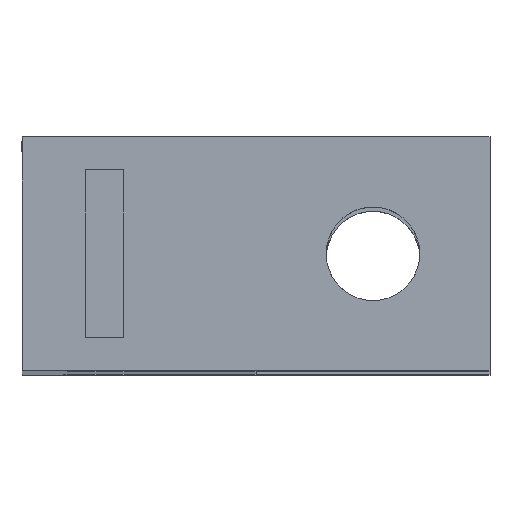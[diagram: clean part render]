
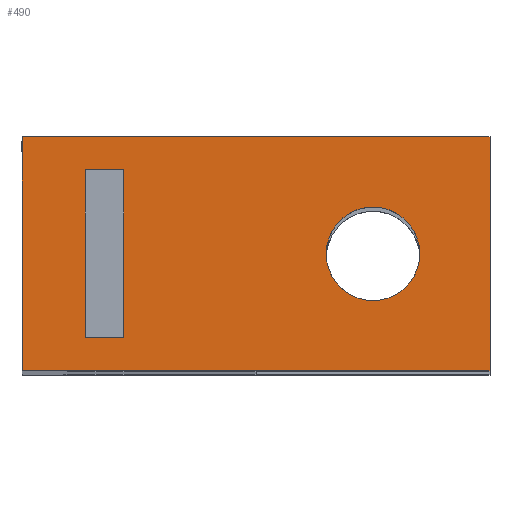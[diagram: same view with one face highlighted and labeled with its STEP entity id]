
A CAD part, top view. The second image highlights one B-rep face of the part: STEP entity #490.
In plain terms, the highlighted planar face has unit normal (0, 0, 1).
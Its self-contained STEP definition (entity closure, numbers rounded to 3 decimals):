
#3 = EDGE_LOOP ( 'NONE', ( #1653, #944, #1621, #1012 ) ) ;
#30 = CIRCLE ( 'NONE', #92, 1.7 ) ;
#44 = CARTESIAN_POINT ( 'NONE',  ( 17., 8.5, 4. ) ) ;
#85 = CARTESIAN_POINT ( 'NONE',  ( 0., 8.5, 4. ) ) ;
#92 = AXIS2_PLACEMENT_3D ( 'NONE', #1625, #537, #710 ) ;
#112 = VECTOR ( 'NONE', #1267, 1000. ) ;
#117 = DIRECTION ( 'NONE',  ( 1., 0., 0. ) ) ;
#121 = VERTEX_POINT ( 'NONE', #2013 ) ;
#137 = DIRECTION ( 'NONE',  ( 1., 0., 0. ) ) ;
#191 = VECTOR ( 'NONE', #524, 1000. ) ;
#206 = LINE ( 'NONE', #44, #112 ) ;
#214 = LINE ( 'NONE', #347, #923 ) ;
#215 = DIRECTION ( 'NONE',  ( 0., -1., 0. ) ) ;
#234 = CARTESIAN_POINT ( 'NONE',  ( 2.3, 7.3, 4. ) ) ;
#267 = LINE ( 'NONE', #1518, #1927 ) ;
#309 = AXIS2_PLACEMENT_3D ( 'NONE', #1321, #397, #1947 ) ;
#347 = CARTESIAN_POINT ( 'NONE',  ( 0., 0., 4. ) ) ;
#361 = ORIENTED_EDGE ( 'NONE', *, *, #937, .T. ) ;
#362 = ORIENTED_EDGE ( 'NONE', *, *, #1287, .T. ) ;
#369 = CIRCLE ( 'NONE', #309, 1.7 ) ;
#378 = CARTESIAN_POINT ( 'NONE',  ( 0., 8.5, 4. ) ) ;
#397 = DIRECTION ( 'NONE',  ( 0., 0., 1. ) ) ;
#469 = VECTOR ( 'NONE', #137, 1000. ) ;
#490 = ADVANCED_FACE ( 'NONE', ( #843, #1323, #990 ), #1133, .F. ) ;
#495 = VECTOR ( 'NONE', #215, 1000. ) ;
#498 = VECTOR ( 'NONE', #1417, 1000. ) ;
#519 = DIRECTION ( 'NONE',  ( 0., 0., -1. ) ) ;
#524 = DIRECTION ( 'NONE',  ( 0., 1., 0. ) ) ;
#537 = DIRECTION ( 'NONE',  ( 0., 0., 1. ) ) ;
#582 = CARTESIAN_POINT ( 'NONE',  ( 0., 0., 4. ) ) ;
#593 = CARTESIAN_POINT ( 'NONE',  ( 17., 0., 4. ) ) ;
#655 = EDGE_CURVE ( 'NONE', #685, #1604, #267, .T. ) ;
#673 = VERTEX_POINT ( 'NONE', #582 ) ;
#685 = VERTEX_POINT ( 'NONE', #1408 ) ;
#710 = DIRECTION ( 'NONE',  ( 1., 0., 0. ) ) ;
#717 = EDGE_LOOP ( 'NONE', ( #361, #1030, #726, #362 ) ) ;
#726 = ORIENTED_EDGE ( 'NONE', *, *, #1176, .F. ) ;
#757 = VERTEX_POINT ( 'NONE', #1427 ) ;
#843 = FACE_OUTER_BOUND ( 'NONE', #717, .T. ) ;
#859 = VECTOR ( 'NONE', #1867, 1000. ) ;
#860 = VERTEX_POINT ( 'NONE', #234 ) ;
#923 = VECTOR ( 'NONE', #1926, 1000. ) ;
#937 = EDGE_CURVE ( 'NONE', #673, #1168, #214, .T. ) ;
#939 = LINE ( 'NONE', #1597, #498 ) ;
#944 = ORIENTED_EDGE ( 'NONE', *, *, #1739, .F. ) ;
#990 = FACE_BOUND ( 'NONE', #3, .T. ) ;
#1005 = LINE ( 'NONE', #1343, #191 ) ;
#1012 = ORIENTED_EDGE ( 'NONE', *, *, #655, .F. ) ;
#1029 = VERTEX_POINT ( 'NONE', #1047 ) ;
#1030 = ORIENTED_EDGE ( 'NONE', *, *, #1271, .F. ) ;
#1047 = CARTESIAN_POINT ( 'NONE',  ( 11.05, 4.25, 4. ) ) ;
#1072 = CARTESIAN_POINT ( 'NONE',  ( 3.7, 1.2, 4. ) ) ;
#1103 = AXIS2_PLACEMENT_3D ( 'NONE', #378, #519, #1779 ) ;
#1121 = CARTESIAN_POINT ( 'NONE',  ( 17., 8.5, 4. ) ) ;
#1133 = PLANE ( 'NONE',  #1103 ) ;
#1168 = VERTEX_POINT ( 'NONE', #593 ) ;
#1176 = EDGE_CURVE ( 'NONE', #1512, #1371, #2026, .T. ) ;
#1209 = ORIENTED_EDGE ( 'NONE', *, *, #1442, .F. ) ;
#1267 = DIRECTION ( 'NONE',  ( 0., -1., 0. ) ) ;
#1271 = EDGE_CURVE ( 'NONE', #1371, #1168, #206, .T. ) ;
#1275 = LINE ( 'NONE', #1447, #495 ) ;
#1287 = EDGE_CURVE ( 'NONE', #1512, #673, #1275, .T. ) ;
#1321 = CARTESIAN_POINT ( 'NONE',  ( 12.75, 4.25, 4. ) ) ;
#1323 = FACE_BOUND ( 'NONE', #1983, .T. ) ;
#1343 = CARTESIAN_POINT ( 'NONE',  ( 3.7, 7.3, 4. ) ) ;
#1350 = ORIENTED_EDGE ( 'NONE', *, *, #1828, .F. ) ;
#1371 = VERTEX_POINT ( 'NONE', #1121 ) ;
#1383 = LINE ( 'NONE', #2022, #859 ) ;
#1387 = CARTESIAN_POINT ( 'NONE',  ( 0., 8.5, 4. ) ) ;
#1408 = CARTESIAN_POINT ( 'NONE',  ( 2.3, 1.2, 4. ) ) ;
#1417 = DIRECTION ( 'NONE',  ( -1., 0., 0. ) ) ;
#1427 = CARTESIAN_POINT ( 'NONE',  ( 14.45, 4.25, 4. ) ) ;
#1442 = EDGE_CURVE ( 'NONE', #1029, #757, #369, .T. ) ;
#1447 = CARTESIAN_POINT ( 'NONE',  ( 0., 8.5, 4. ) ) ;
#1512 = VERTEX_POINT ( 'NONE', #85 ) ;
#1518 = CARTESIAN_POINT ( 'NONE',  ( 3.7, 1.2, 4. ) ) ;
#1597 = CARTESIAN_POINT ( 'NONE',  ( 2.3, 7.3, 4. ) ) ;
#1604 = VERTEX_POINT ( 'NONE', #1072 ) ;
#1607 = EDGE_CURVE ( 'NONE', #860, #685, #1383, .T. ) ;
#1621 = ORIENTED_EDGE ( 'NONE', *, *, #1796, .F. ) ;
#1625 = CARTESIAN_POINT ( 'NONE',  ( 12.75, 4.25, 4. ) ) ;
#1653 = ORIENTED_EDGE ( 'NONE', *, *, #1607, .F. ) ;
#1739 = EDGE_CURVE ( 'NONE', #121, #860, #939, .T. ) ;
#1779 = DIRECTION ( 'NONE',  ( -1., 0., 0. ) ) ;
#1796 = EDGE_CURVE ( 'NONE', #1604, #121, #1005, .T. ) ;
#1828 = EDGE_CURVE ( 'NONE', #757, #1029, #30, .T. ) ;
#1867 = DIRECTION ( 'NONE',  ( 0., -1., 0. ) ) ;
#1926 = DIRECTION ( 'NONE',  ( 1., 0., 0. ) ) ;
#1927 = VECTOR ( 'NONE', #117, 1000. ) ;
#1947 = DIRECTION ( 'NONE',  ( 1., 0., 0. ) ) ;
#1983 = EDGE_LOOP ( 'NONE', ( #1350, #1209 ) ) ;
#2013 = CARTESIAN_POINT ( 'NONE',  ( 3.7, 7.3, 4. ) ) ;
#2022 = CARTESIAN_POINT ( 'NONE',  ( 2.3, 1.2, 4. ) ) ;
#2026 = LINE ( 'NONE', #1387, #469 ) ;
